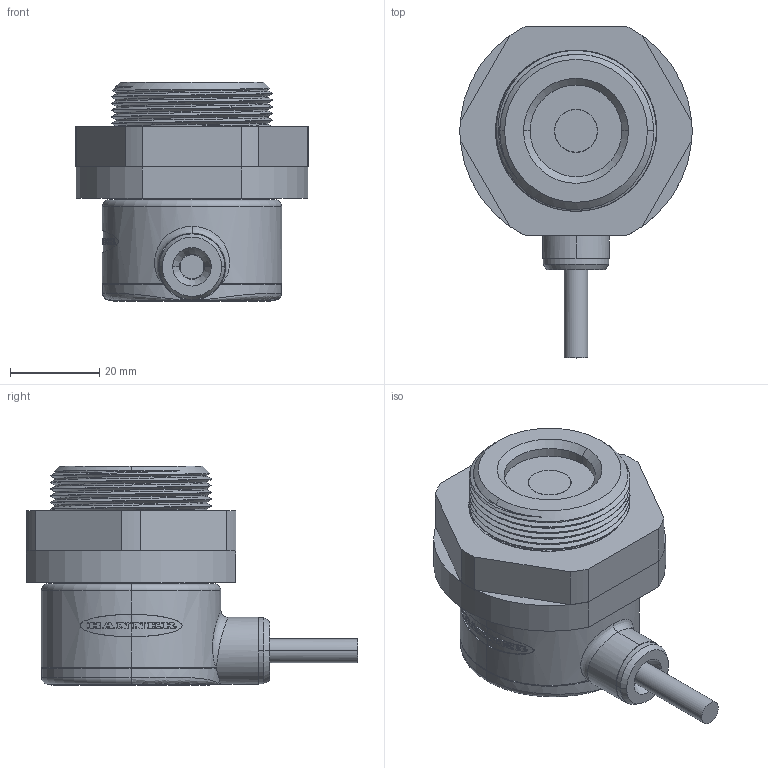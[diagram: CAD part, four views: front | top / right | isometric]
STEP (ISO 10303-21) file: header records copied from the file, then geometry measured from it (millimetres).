
FILE_DESCRIPTION((''),'2;1');
FILE_NAME('188689_ASM','2016-01-14T',('pdmadmin'),(''),'PRO/ENGINEER BY PARAMETRIC TECHNOLOGY CORPORATION, 2013230','PRO/ENGINEER BY PARAMETRIC TECHNOLOGY CORPORATION, 2013230','');
FILE_SCHEMA(('CONFIG_CONTROL_DESIGN'));
Products named in the file (15): 63232_AF0; 53061; 53064_CERAMIC; 53064_ASM; 70683_AF0_ASM; 32626; 53949_75868_AF0; 53886_AF0; 119872; 119874; 05105_CPREP_AF0; 05175_AF0; 69966; 53887; 188689_ASM
Assembly tree (14 placements, depth 4):
  188689_ASM
    70683_AF0_ASM
      63232_AF0
      53064_ASM
        53061
        53064_CERAMIC
    32626
    53949_75868_AF0
    53886_AF0
    119872
    119874
    05105_CPREP_AF0
    05175_AF0
    69966
    53887
Bounding box: 51.98 x 74.3 x 49.21 mm (x, y, z)
Volume: 37828 mm3; surface area: 44396.6 mm2
Topology: 12 solids, 13 shells, 621 faces, 1650 edges, 1080 vertices
Faces by surface type: cylinder 340, plane 190, bspline 50, cone 22, torus 13, sphere 4, extrusion 2
Entity records: 36781 total; most frequent: CARTESIAN_POINT 21902, ORIENTED_EDGE 3284, DIRECTION 2653, EDGE_CURVE 1644, VERTEX_POINT 1080, AXIS2_PLACEMENT_3D 988, EDGE_LOOP 683, VECTOR 677
